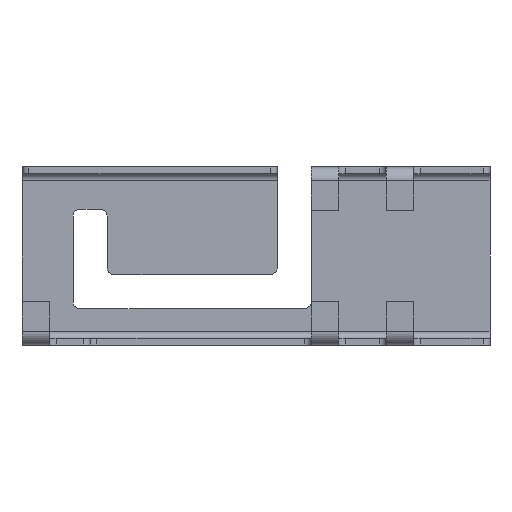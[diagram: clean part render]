
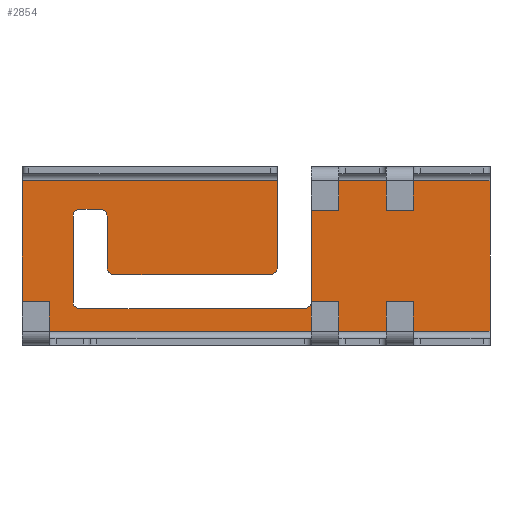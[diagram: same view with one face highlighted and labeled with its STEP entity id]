
A CAD part, front view. The second image highlights one B-rep face of the part: STEP entity #2854.
In plain terms, the highlighted planar face has unit normal (0, -1, 0).
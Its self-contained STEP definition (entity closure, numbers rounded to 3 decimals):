
#20 = CARTESIAN_POINT ( 'NONE',  ( -4.575, -0.2, 1.375 ) ) ;
#47 = CARTESIAN_POINT ( 'NONE',  ( 6.875, -0.2, 2.215 ) ) ;
#49 = VERTEX_POINT ( 'NONE', #2162 ) ;
#74 = ORIENTED_EDGE ( 'NONE', *, *, #1740, .F. ) ;
#84 = VERTEX_POINT ( 'NONE', #2154 ) ;
#90 = VERTEX_POINT ( 'NONE', #2652 ) ;
#111 = ORIENTED_EDGE ( 'NONE', *, *, #3103, .F. ) ;
#129 = ORIENTED_EDGE ( 'NONE', *, *, #1351, .F. ) ;
#138 = CARTESIAN_POINT ( 'NONE',  ( -5.175, -0.2, -1.545 ) ) ;
#188 = ORIENTED_EDGE ( 'NONE', *, *, #1367, .F. ) ;
#198 = ORIENTED_EDGE ( 'NONE', *, *, #330, .F. ) ;
#211 = DIRECTION ( 'NONE',  ( 0., 1., 0. ) ) ;
#218 = CARTESIAN_POINT ( 'NONE',  ( 6.875, -0.2, -2.215 ) ) ;
#223 = VECTOR ( 'NONE', #1213, 1000. ) ;
#235 = VERTEX_POINT ( 'NONE', #731 ) ;
#259 = LINE ( 'NONE', #2559, #1985 ) ;
#297 = ORIENTED_EDGE ( 'NONE', *, *, #1872, .F. ) ;
#304 = CARTESIAN_POINT ( 'NONE',  ( -5.175, -0.2, 1.375 ) ) ;
#306 = ORIENTED_EDGE ( 'NONE', *, *, #2977, .F. ) ;
#329 = LINE ( 'NONE', #2696, #1017 ) ;
#330 = EDGE_CURVE ( 'NONE', #1780, #84, #1452, .T. ) ;
#334 = LINE ( 'NONE', #1651, #2294 ) ;
#336 = LINE ( 'NONE', #1246, #1773 ) ;
#364 = VERTEX_POINT ( 'NONE', #1555 ) ;
#474 = CARTESIAN_POINT ( 'NONE',  ( -5.175, -0.2, -1.545 ) ) ;
#478 = VERTEX_POINT ( 'NONE', #304 ) ;
#488 = CARTESIAN_POINT ( 'NONE',  ( -5.375, -0.2, 1.175 ) ) ;
#489 = VERTEX_POINT ( 'NONE', #3129 ) ;
#534 = CARTESIAN_POINT ( 'NONE',  ( 0.625, -0.2, -0.345 ) ) ;
#555 = ORIENTED_EDGE ( 'NONE', *, *, #3020, .F. ) ;
#566 = EDGE_CURVE ( 'NONE', #478, #2394, #1485, .T. ) ;
#583 = DIRECTION ( 'NONE',  ( 0., 0., -1. ) ) ;
#594 = EDGE_LOOP ( 'NONE', ( #2542, #297, #306, #2947, #1072, #188, #129, #555, #3293, #2078, #74, #111, #1046, #198, #627, #1472, #1043, #616 ) ) ;
#616 = ORIENTED_EDGE ( 'NONE', *, *, #665, .F. ) ;
#627 = ORIENTED_EDGE ( 'NONE', *, *, #1761, .F. ) ;
#665 = EDGE_CURVE ( 'NONE', #90, #3322, #329, .T. ) ;
#691 = CIRCLE ( 'NONE', #1603, 0.2 ) ;
#731 = CARTESIAN_POINT ( 'NONE',  ( 1.625, -0.2, -1.345 ) ) ;
#734 = CARTESIAN_POINT ( 'NONE',  ( 0.425, -0.2, -0.345 ) ) ;
#790 = AXIS2_PLACEMENT_3D ( 'NONE', #1171, #2187, #2942 ) ;
#892 = AXIS2_PLACEMENT_3D ( 'NONE', #1586, #1081, #583 ) ;
#934 = CARTESIAN_POINT ( 'NONE',  ( -4.375, -0.2, 1.175 ) ) ;
#940 = EDGE_CURVE ( 'NONE', #49, #90, #980, .T. ) ;
#961 = VECTOR ( 'NONE', #2044, 1000. ) ;
#980 = LINE ( 'NONE', #218, #1566 ) ;
#997 = CARTESIAN_POINT ( 'NONE',  ( -4.575, -0.2, 1.375 ) ) ;
#1011 = DIRECTION ( 'NONE',  ( 0., -1., 0. ) ) ;
#1017 = VECTOR ( 'NONE', #1887, 1000. ) ;
#1019 = PLANE ( 'NONE',  #3062 ) ;
#1029 = VERTEX_POINT ( 'NONE', #2303 ) ;
#1041 = DIRECTION ( 'NONE',  ( 0., 1., 0. ) ) ;
#1043 = ORIENTED_EDGE ( 'NONE', *, *, #1633, .F. ) ;
#1046 = ORIENTED_EDGE ( 'NONE', *, *, #2387, .F. ) ;
#1053 = CARTESIAN_POINT ( 'NONE',  ( 1.425, -0.2, -1.545 ) ) ;
#1072 = ORIENTED_EDGE ( 'NONE', *, *, #2616, .F. ) ;
#1081 = DIRECTION ( 'NONE',  ( 0., -1., 0. ) ) ;
#1123 = VERTEX_POINT ( 'NONE', #138 ) ;
#1132 = VECTOR ( 'NONE', #3308, 1000. ) ;
#1171 = CARTESIAN_POINT ( 'NONE',  ( 0.425, -0.2, -0.345 ) ) ;
#1190 = CARTESIAN_POINT ( 'NONE',  ( 1.625, -0.2, 2.215 ) ) ;
#1213 = DIRECTION ( 'NONE',  ( -1., 0., 0. ) ) ;
#1224 = LINE ( 'NONE', #1689, #1454 ) ;
#1246 = CARTESIAN_POINT ( 'NONE',  ( 1.625, -0.2, -1.345 ) ) ;
#1247 = CARTESIAN_POINT ( 'NONE',  ( -5.175, -0.2, -1.345 ) ) ;
#1282 = AXIS2_PLACEMENT_3D ( 'NONE', #2932, #1385, #1920 ) ;
#1330 = LINE ( 'NONE', #997, #1132 ) ;
#1347 = CARTESIAN_POINT ( 'NONE',  ( -5.375, -0.2, -1.345 ) ) ;
#1351 = EDGE_CURVE ( 'NONE', #2062, #1123, #2147, .T. ) ;
#1367 = EDGE_CURVE ( 'NONE', #1123, #1504, #1625, .T. ) ;
#1385 = DIRECTION ( 'NONE',  ( 0., -1., 0. ) ) ;
#1429 = DIRECTION ( 'NONE',  ( 1., 0., 0. ) ) ;
#1452 = LINE ( 'NONE', #3265, #223 ) ;
#1454 = VECTOR ( 'NONE', #2179, 1000. ) ;
#1460 = VECTOR ( 'NONE', #3189, 1000. ) ;
#1472 = ORIENTED_EDGE ( 'NONE', *, *, #3025, .F. ) ;
#1485 = CIRCLE ( 'NONE', #892, 0.2 ) ;
#1504 = VERTEX_POINT ( 'NONE', #1053 ) ;
#1519 = DIRECTION ( 'NONE',  ( 0., 0., 1. ) ) ;
#1554 = VERTEX_POINT ( 'NONE', #20 ) ;
#1555 = CARTESIAN_POINT ( 'NONE',  ( 0.625, -0.2, 2.215 ) ) ;
#1566 = VECTOR ( 'NONE', #3307, 1000. ) ;
#1586 = CARTESIAN_POINT ( 'NONE',  ( -5.175, -0.2, 1.175 ) ) ;
#1603 = AXIS2_PLACEMENT_3D ( 'NONE', #3288, #211, #1996 ) ;
#1625 = LINE ( 'NONE', #474, #961 ) ;
#1633 = EDGE_CURVE ( 'NONE', #3322, #364, #2228, .T. ) ;
#1651 = CARTESIAN_POINT ( 'NONE',  ( 0.625, -0.2, 2.615 ) ) ;
#1689 = CARTESIAN_POINT ( 'NONE',  ( -5.375, -0.2, 1.175 ) ) ;
#1699 = FACE_OUTER_BOUND ( 'NONE', #594, .T. ) ;
#1740 = EDGE_CURVE ( 'NONE', #2177, #1554, #3080, .T. ) ;
#1761 = EDGE_CURVE ( 'NONE', #2880, #1780, #3243, .T. ) ;
#1773 = VECTOR ( 'NONE', #1519, 1000. ) ;
#1780 = VERTEX_POINT ( 'NONE', #2432 ) ;
#1805 = CARTESIAN_POINT ( 'NONE',  ( 1.425, -0.2, -1.345 ) ) ;
#1828 = DIRECTION ( 'NONE',  ( 0., -1., 0. ) ) ;
#1872 = EDGE_CURVE ( 'NONE', #3088, #49, #259, .T. ) ;
#1879 = DIRECTION ( 'NONE',  ( 0., 0., 1. ) ) ;
#1887 = DIRECTION ( 'NONE',  ( 0., 0., 1. ) ) ;
#1920 = DIRECTION ( 'NONE',  ( 0., 0., -1. ) ) ;
#1985 = VECTOR ( 'NONE', #2592, 1000. ) ;
#1996 = DIRECTION ( 'NONE',  ( 0., 0., 1. ) ) ;
#2044 = DIRECTION ( 'NONE',  ( 1., 0., 0. ) ) ;
#2062 = VERTEX_POINT ( 'NONE', #1347 ) ;
#2078 = ORIENTED_EDGE ( 'NONE', *, *, #2430, .F. ) ;
#2131 = LINE ( 'NONE', #1190, #2295 ) ;
#2147 = CIRCLE ( 'NONE', #2877, 0.2 ) ;
#2154 = CARTESIAN_POINT ( 'NONE',  ( -4.175, -0.2, -0.545 ) ) ;
#2162 = CARTESIAN_POINT ( 'NONE',  ( 6.875, -0.2, -2.215 ) ) ;
#2177 = VERTEX_POINT ( 'NONE', #934 ) ;
#2179 = DIRECTION ( 'NONE',  ( 0., 0., -1. ) ) ;
#2187 = DIRECTION ( 'NONE',  ( 0., 1., 0. ) ) ;
#2194 = DIRECTION ( 'NONE',  ( 0., 0., -1. ) ) ;
#2228 = LINE ( 'NONE', #2377, #1460 ) ;
#2294 = VECTOR ( 'NONE', #2194, 1000. ) ;
#2295 = VECTOR ( 'NONE', #1429, 1000. ) ;
#2303 = CARTESIAN_POINT ( 'NONE',  ( 1.625, -0.2, 2.215 ) ) ;
#2377 = CARTESIAN_POINT ( 'NONE',  ( -6.875, -0.2, 2.215 ) ) ;
#2387 = EDGE_CURVE ( 'NONE', #84, #489, #691, .T. ) ;
#2394 = VERTEX_POINT ( 'NONE', #488 ) ;
#2430 = EDGE_CURVE ( 'NONE', #1554, #478, #1330, .T. ) ;
#2432 = CARTESIAN_POINT ( 'NONE',  ( 0.425, -0.2, -0.545 ) ) ;
#2542 = ORIENTED_EDGE ( 'NONE', *, *, #940, .F. ) ;
#2546 = DIRECTION ( 'NONE',  ( 0., 0., 1. ) ) ;
#2559 = CARTESIAN_POINT ( 'NONE',  ( 6.875, -0.2, 2.615 ) ) ;
#2578 = DIRECTION ( 'NONE',  ( 0., 0., -1. ) ) ;
#2592 = DIRECTION ( 'NONE',  ( 0., 0., -1. ) ) ;
#2616 = EDGE_CURVE ( 'NONE', #1504, #235, #3194, .T. ) ;
#2652 = CARTESIAN_POINT ( 'NONE',  ( -6.875, -0.2, -2.215 ) ) ;
#2679 = LINE ( 'NONE', #2969, #2887 ) ;
#2696 = CARTESIAN_POINT ( 'NONE',  ( -6.875, -0.2, -2.615 ) ) ;
#2750 = AXIS2_PLACEMENT_3D ( 'NONE', #1805, #1828, #2578 ) ;
#2802 = DIRECTION ( 'NONE',  ( 0., 0., -1. ) ) ;
#2854 = ADVANCED_FACE ( 'NONE', ( #1699 ), #1019, .F. ) ;
#2866 = EDGE_CURVE ( 'NONE', #235, #1029, #336, .T. ) ;
#2877 = AXIS2_PLACEMENT_3D ( 'NONE', #1247, #1011, #2802 ) ;
#2880 = VERTEX_POINT ( 'NONE', #534 ) ;
#2887 = VECTOR ( 'NONE', #1879, 1000. ) ;
#2932 = CARTESIAN_POINT ( 'NONE',  ( -4.575, -0.2, 1.175 ) ) ;
#2942 = DIRECTION ( 'NONE',  ( 0., 0., 1. ) ) ;
#2947 = ORIENTED_EDGE ( 'NONE', *, *, #2866, .F. ) ;
#2966 = CARTESIAN_POINT ( 'NONE',  ( -6.875, -0.2, 2.215 ) ) ;
#2969 = CARTESIAN_POINT ( 'NONE',  ( -4.375, -0.2, -0.345 ) ) ;
#2977 = EDGE_CURVE ( 'NONE', #1029, #3088, #2131, .T. ) ;
#3020 = EDGE_CURVE ( 'NONE', #2394, #2062, #1224, .T. ) ;
#3025 = EDGE_CURVE ( 'NONE', #364, #2880, #334, .T. ) ;
#3062 = AXIS2_PLACEMENT_3D ( 'NONE', #734, #1041, #2546 ) ;
#3080 = CIRCLE ( 'NONE', #1282, 0.2 ) ;
#3088 = VERTEX_POINT ( 'NONE', #47 ) ;
#3103 = EDGE_CURVE ( 'NONE', #489, #2177, #2679, .T. ) ;
#3129 = CARTESIAN_POINT ( 'NONE',  ( -4.375, -0.2, -0.345 ) ) ;
#3189 = DIRECTION ( 'NONE',  ( 1., 0., 0. ) ) ;
#3194 = CIRCLE ( 'NONE', #2750, 0.2 ) ;
#3243 = CIRCLE ( 'NONE', #790, 0.2 ) ;
#3265 = CARTESIAN_POINT ( 'NONE',  ( 0.425, -0.2, -0.545 ) ) ;
#3288 = CARTESIAN_POINT ( 'NONE',  ( -4.175, -0.2, -0.345 ) ) ;
#3293 = ORIENTED_EDGE ( 'NONE', *, *, #566, .F. ) ;
#3307 = DIRECTION ( 'NONE',  ( -1., 0., 0. ) ) ;
#3308 = DIRECTION ( 'NONE',  ( -1., 0., 0. ) ) ;
#3322 = VERTEX_POINT ( 'NONE', #2966 ) ;
